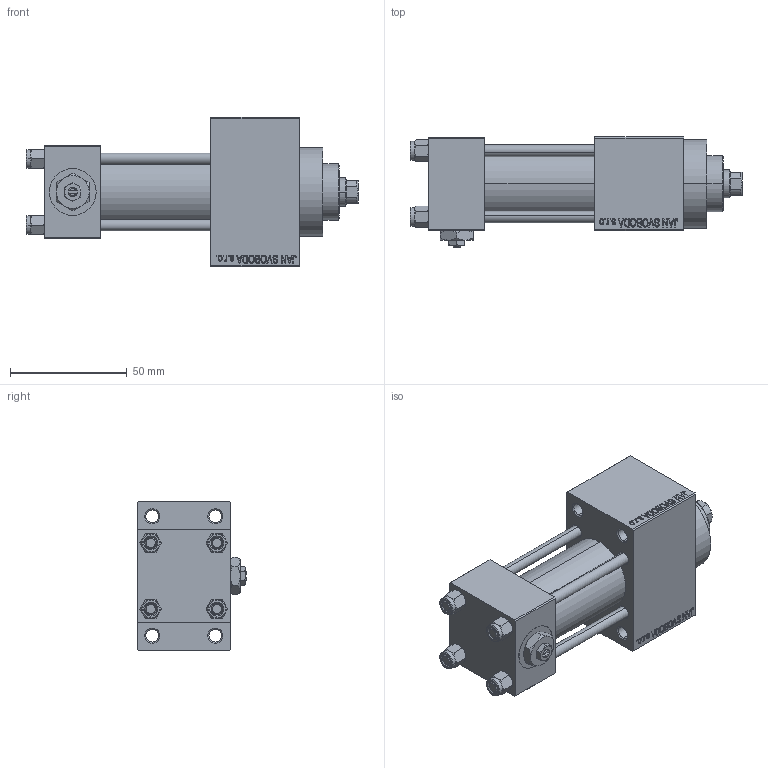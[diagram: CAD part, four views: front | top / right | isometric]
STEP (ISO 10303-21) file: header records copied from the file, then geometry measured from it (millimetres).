
FILE_DESCRIPTION (( 'STEP AP203' ), '1' );
FILE_NAME ('c9e2.STEP', '2022-06-01T06:29:52', ( '' ), ( '' ), 'SwSTEP 2.0', 'SolidWorks 2019', '' );
FILE_SCHEMA (( 'CONFIG_CONTROL_DESIGN' ));
Length unit declared in the file: millimetre
Products named in the file (7): V215CR_D_Body 580fabba96011c0c4824db1986612e28; NUT_M5_D 580fabba96011c0c4824db1986612e28; V215_VC_A 580fabba96011c0c4824db1986612e28; Zatka_pro_OIL_PORT 580fabba96011c0c4824db1986612e28; c9e2; V215CR_D_TYCINKA 580fabba96011c0c4824db1986612e28; V215CR_VCP_D 580fabba96011c0c4824db1986612e28
Assembly tree (12 placements, depth 2):
  c9e2
    V215CR_D_Body 580fabba96011c0c4824db1986612e28
    V215CR_VCP_D 580fabba96011c0c4824db1986612e28
    NUT_M5_D 580fabba96011c0c4824db1986612e28  x4
    V215CR_D_TYCINKA 580fabba96011c0c4824db1986612e28  x4
    V215_VC_A 580fabba96011c0c4824db1986612e28
    Zatka_pro_OIL_PORT 580fabba96011c0c4824db1986612e28
Bounding box: 142 x 47 x 64 mm (x, y, z)
Volume: 174001.2 mm3; surface area: 62751.2 mm2
Topology: 12 solids, 12 shells, 1163 faces, 2872 edges, 1847 vertices
Faces by surface type: plane 521, bspline 368, cone 166, cylinder 100, torus 8
Entity records: 48981 total; most frequent: CARTESIAN_POINT 25544, ORIENTED_EDGE 5236, DIRECTION 3436, EDGE_CURVE 2618, VERTEX_POINT 1703, VECTOR 1546, LINE 1546, EDGE_LOOP 1179
